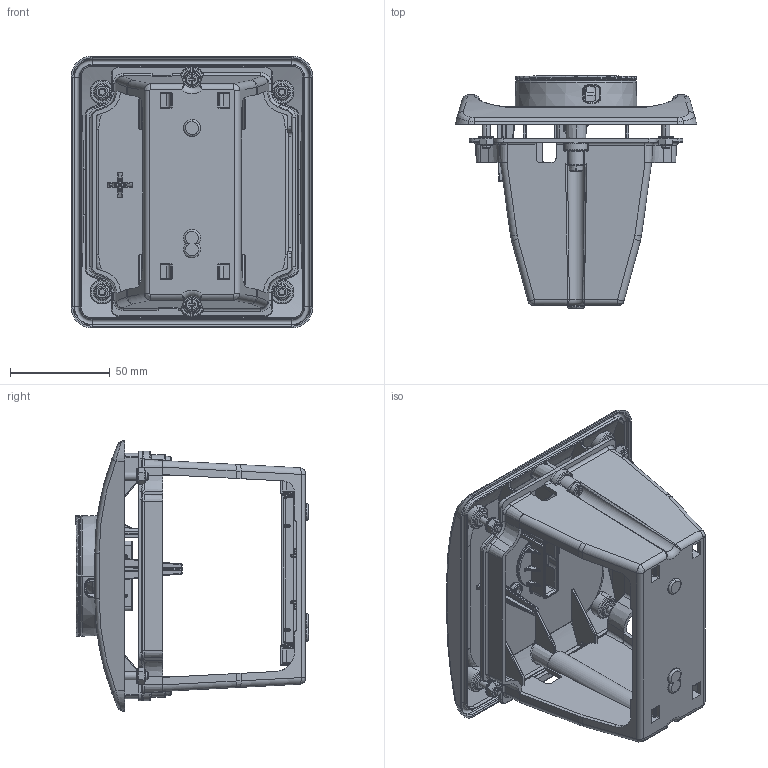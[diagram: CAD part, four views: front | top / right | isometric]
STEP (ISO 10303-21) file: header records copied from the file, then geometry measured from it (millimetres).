
FILE_DESCRIPTION(('FreeCAD Model'),'2;1');
FILE_NAME('3D-KT5-DMY65.step', '2020-05-04T08:30:34',('Author'),(''), 'Open CASCADE STEP processor 7.2','FreeCAD','Unknown');
FILE_SCHEMA(('AUTOMOTIVE_DESIGN { 1 0 10303 214 1 1 1 1 }'));
Length unit declared in the file: millimetre
Products named in the file (22): 10004805717_ASM; 10004805705; 10004805706; 10004805707001; 10004805708001; 10004805716_ASM; 10004805709; SOLID; COMPOUND; 10004805710; 10004805711; SOLID001; SHELL; 10004805712; 10004805713003; 10004805714003; 10004805715; SOLID005; SHELL004; 10004805715001; 10004805715002; 10004805715003
Assembly tree (35 placements, depth 4):
  10004805717_ASM
    10004805705
    10004805706
    10004805707001  x2
    10004805708001  x2
    10004805716_ASM
      10004805709
        SOLID
        COMPOUND
      10004805710
      10004805711
        SOLID001
        SHELL
      10004805712
      10004805713003  x4
      10004805714003  x4
      10004805715
        SOLID005
        SHELL004
      10004805715001
        SOLID005
        SHELL004
      10004805715002
        SOLID005
        SHELL004
      10004805715003
        SOLID005
        SHELL004
Bounding box: 121 x 116.6 x 135.67 mm (x, y, z)
Volume: 126283.4 mm3; surface area: 146978.1 mm2
Topology: 22 solids, 37 shells, 3798 faces, 9964 edges, 6765 vertices
Faces by surface type: cylinder 1377, plane 1104, bspline 515, torus 488, cone 199, sphere 113, extrusion 2
Entity records: 373664 total; most frequent: CARTESIAN_POINT 193757, DIRECTION 27541, ORIENTED_EDGE 17428, PCURVE 17428, DEFINITIONAL_REPRESENTATION 17428, VECTOR 14808, LINE 14807, EDGE_CURVE 8804
